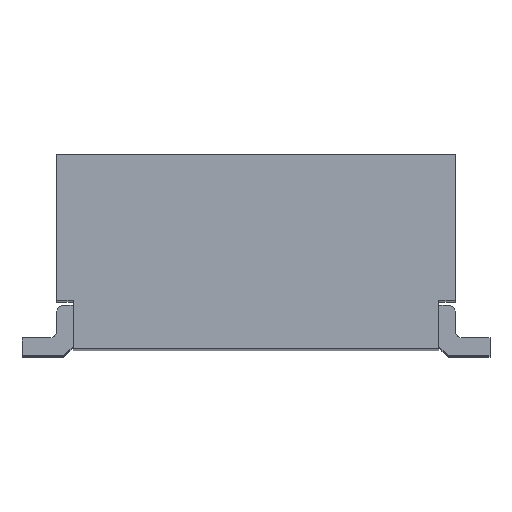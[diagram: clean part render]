
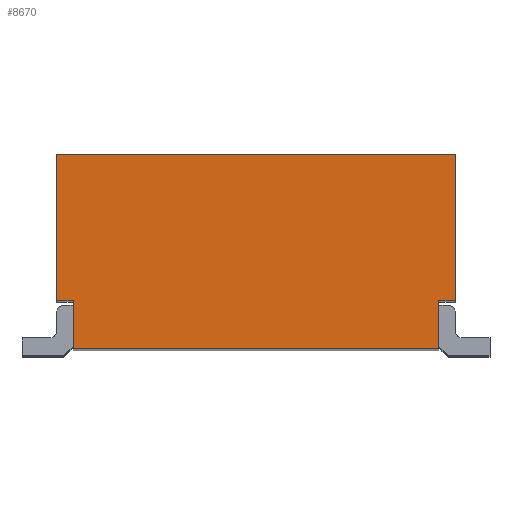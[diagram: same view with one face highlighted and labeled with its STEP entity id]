
A CAD part, top view. The second image highlights one B-rep face of the part: STEP entity #8670.
In plain terms, the highlighted planar face has unit normal (0, 0, 1).
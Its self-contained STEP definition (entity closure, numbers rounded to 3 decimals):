
#6470=CARTESIAN_POINT('',(1.44,0.35,5.185));
#6480=VERTEX_POINT('',#6470);
#6510=CARTESIAN_POINT('',(1.44,0.,5.185));
#6520=DIRECTION('',(0.,1.,0.));
#6530=VECTOR('',#6520,1.);
#6540=LINE('',#6510,#6530);
#6550=CARTESIAN_POINT('',(1.44,1.4,5.185));
#6560=VERTEX_POINT('',#6550);
#6570=EDGE_CURVE('',#6480,#6560,#6540,.T.);
#8050=CARTESIAN_POINT('',(0.,0.7,5.185)
);
#8060=DIRECTION('',(0.,0.,1.));
#8070=DIRECTION('',(-1.,0.,0.));
#8080=AXIS2_PLACEMENT_3D('',#8050,#8060,#8070);
#8090=PLANE('',#8080);
#8100=CARTESIAN_POINT('',(-1.32,0.,5.185));
#8110=DIRECTION('',(0.,1.,0.));
#8120=VECTOR('',#8110,1.);
#8130=LINE('',#8100,#8120);
#8140=CARTESIAN_POINT('',(-1.32,0.,5.185));
#8150=VERTEX_POINT('',#8140);
#8160=CARTESIAN_POINT('',(-1.32,0.35,5.185));
#8170=VERTEX_POINT('',#8160);
#8180=EDGE_CURVE('',#8150,#8170,#8130,.T.);
#8190=ORIENTED_EDGE('',*,*,#8180,.F.);
#8200=CARTESIAN_POINT('',(0.,0.35,5.185))
;
#8210=DIRECTION('',(-1.,0.,0.));
#8220=VECTOR('',#8210,1.);
#8230=LINE('',#8200,#8220);
#8240=CARTESIAN_POINT('',(-1.44,0.35,5.185));
#8250=VERTEX_POINT('',#8240);
#8260=EDGE_CURVE('',#8170,#8250,#8230,.T.);
#8270=ORIENTED_EDGE('',*,*,#8260,.F.);
#8280=CARTESIAN_POINT('',(-1.44,0.,5.185));
#8290=DIRECTION('',(0.,1.,0.));
#8300=VECTOR('',#8290,1.);
#8310=LINE('',#8280,#8300);
#8320=CARTESIAN_POINT('',(-1.44,1.4,5.185));
#8330=VERTEX_POINT('',#8320);
#8340=EDGE_CURVE('',#8250,#8330,#8310,.T.);
#8350=ORIENTED_EDGE('',*,*,#8340,.F.);
#8360=CARTESIAN_POINT('',(0.,1.4,5.185));
#8370=DIRECTION('',(-1.,0.,0.));
#8380=VECTOR('',#8370,1.);
#8390=LINE('',#8360,#8380);
#8400=EDGE_CURVE('',#6560,#8330,#8390,.T.);
#8410=ORIENTED_EDGE('',*,*,#8400,.T.);
#8420=ORIENTED_EDGE('',*,*,#6570,.T.);
#8430=CARTESIAN_POINT('',(0.,0.35,5.185));
#8440=DIRECTION('',(1.,0.,0.));
#8450=VECTOR('',#8440,1.);
#8460=LINE('',#8430,#8450);
#8470=CARTESIAN_POINT('',(1.32,0.35,5.185));
#8480=VERTEX_POINT('',#8470);
#8490=EDGE_CURVE('',#8480,#6480,#8460,.T.);
#8500=ORIENTED_EDGE('',*,*,#8490,.T.);
#8510=CARTESIAN_POINT('',(1.32,0.,5.185));
#8520=DIRECTION('',(0.,1.,0.));
#8530=VECTOR('',#8520,1.);
#8540=LINE('',#8510,#8530);
#8550=CARTESIAN_POINT('',(1.32,0.,5.185));
#8560=VERTEX_POINT('',#8550);
#8570=EDGE_CURVE('',#8560,#8480,#8540,.T.);
#8580=ORIENTED_EDGE('',*,*,#8570,.T.);
#8590=CARTESIAN_POINT('',(0.,0.,
5.185));
#8600=DIRECTION('',(-1.,0.,0.));
#8610=VECTOR('',#8600,1.);
#8620=LINE('',#8590,#8610);
#8630=EDGE_CURVE('',#8560,#8150,#8620,.T.);
#8640=ORIENTED_EDGE('',*,*,#8630,.F.);
#8650=EDGE_LOOP('',(#8640,#8580,#8500,#8420,#8410,#8350,#8270,#8190));
#8660=FACE_OUTER_BOUND('',#8650,.T.);
#8670=ADVANCED_FACE('',(#8660),#8090,.T.);
